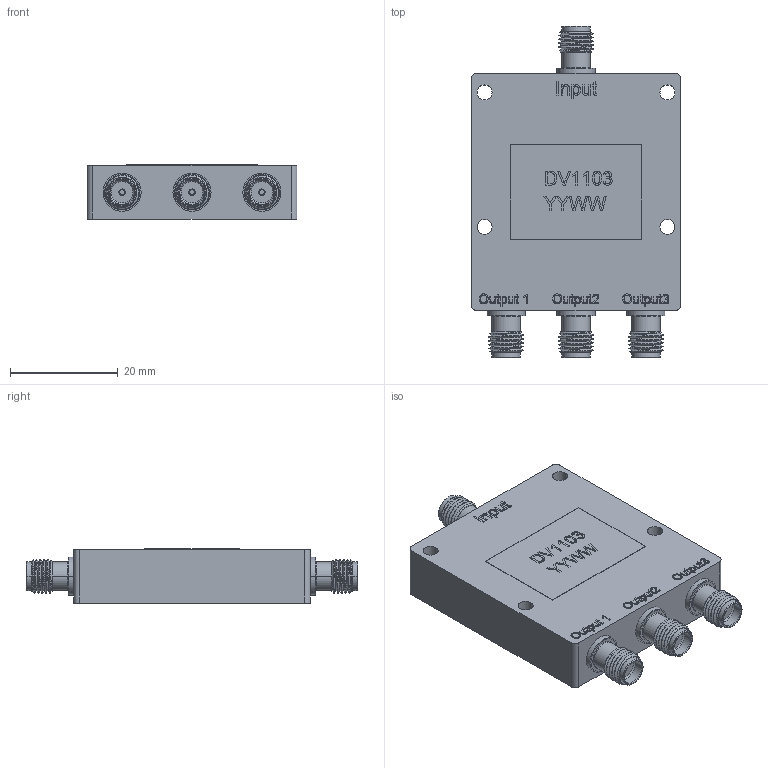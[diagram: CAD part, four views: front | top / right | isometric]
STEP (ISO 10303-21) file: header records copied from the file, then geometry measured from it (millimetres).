
FILE_DESCRIPTION (( 'STEP AP214' ), '1' );
FILE_NAME ('FMDV1103_3D.step', '2023-03-08T23:09:17', ( '' ), ( '' ), 'SwSTEP 2.0', 'SolidWorks 2022', '' );
FILE_SCHEMA (( 'AUTOMOTIVE_DESIGN' ));
Length unit declared in the file: inch
Products named in the file (1): FMDV1103_3D
Bounding box: 39 x 61.7 x 10.08 mm (x, y, z)
Volume: 17720 mm3; surface area: 6412.1 mm2
Topology: 1 solids, 1 shells, 720 faces, 1892 edges, 1252 vertices
Faces by surface type: plane 342, bspline 222, cylinder 100, cone 48, torus 8
Entity records: 37303 total; most frequent: CARTESIAN_POINT 21122, ORIENTED_EDGE 3784, DIRECTION 2530, EDGE_CURVE 1892, VERTEX_POINT 1252, LINE 1132, VECTOR 1132, EDGE_LOOP 806
